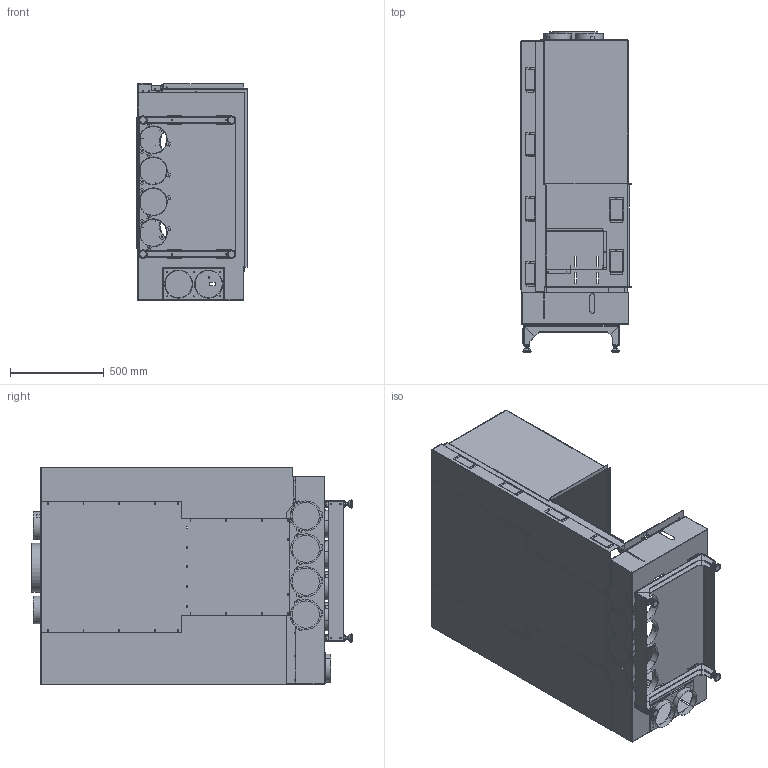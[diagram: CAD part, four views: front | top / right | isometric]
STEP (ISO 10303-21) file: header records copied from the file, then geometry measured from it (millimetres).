
FILE_DESCRIPTION (( 'STEP AP214' ), '1' );
FILE_NAME ('W90 47CL.STEP', '2020-03-04T07:23:21', ( '' ), ( '' ), 'SwSTEP 2.0', 'SolidWorks 2018', '' );
FILE_SCHEMA (( 'AUTOMOTIVE_DESIGN' ));
Length unit declared in the file: millimetre
Products named in the file (1): W90 47CL
Bounding box: 586.5 x 1705.5 x 1159.2 mm (x, y, z)
Volume: 9507576.2 mm3; surface area: 12763957.5 mm2
Topology: 69 solids, 69 shells, 3271 faces, 8445 edges, 5338 vertices
Faces by surface type: plane 1684, cylinder 1484, bspline 79, cone 24
Full cylindrical faces by diameter (mm): 256 x1, 260 x1
Entity records: 141768 total; most frequent: CARTESIAN_POINT 21958, DIRECTION 17683, ORIENTED_EDGE 16890, EDGE_CURVE 8445, AXIS2_PLACEMENT_3D 6273, VERTEX_POINT 5338, LINE 5137, VECTOR 5137
